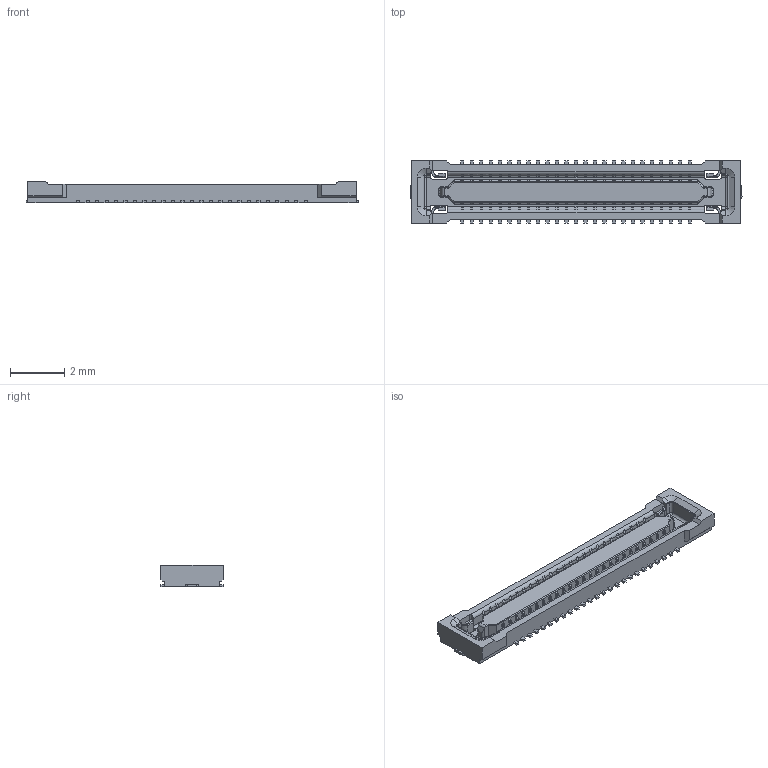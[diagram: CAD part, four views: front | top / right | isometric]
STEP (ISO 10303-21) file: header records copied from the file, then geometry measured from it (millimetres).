
FILE_DESCRIPTION(('Creo Elements/Direct Modeling STEP Export'),'2;1');
FILE_NAME('BM24-50DS-0.35V.stp','2016-10-20T11:56:50',(''),(''),'Creo Elements/Direct Modeling STEP processor for AP214 (Solid Model)','Creo Elements/Direct Modeling 18.1E 22-Nov-2013 (C) Parametric Technology GmbH','');
FILE_SCHEMA(('AUTOMOTIVE_DESIGN { 1 0 10303 214 1 1 1 1 }'));
Length unit declared in the file: millimetre
Products named in the file (1): BM24-50DS-0.35V
Bounding box: 12.25 x 2.3 x 0.8 mm (x, y, z)
Volume: 13.4 mm3; surface area: 99.8 mm2
Topology: 1 solids, 1 shells, 927 faces, 2598 edges, 1716 vertices
Faces by surface type: plane 679, cylinder 136, cone 104, sphere 4, torus 4
Entity records: 39333 total; most frequent: CARTESIAN_POINT 7866, ORIENTED_EDGE 5188, DIRECTION 4641, EDGE_CURVE 2594, VECTOR 1913, LINE 1913, VERTEX_POINT 1716, AXIS2_PLACEMENT_3D 1364
